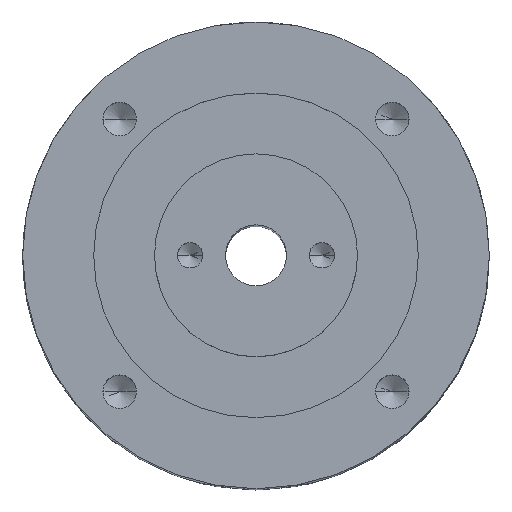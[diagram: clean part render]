
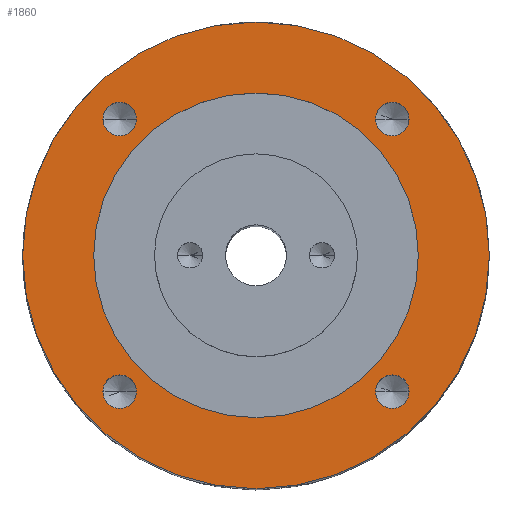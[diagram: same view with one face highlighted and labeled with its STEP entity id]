
A CAD part, top view. The second image highlights one B-rep face of the part: STEP entity #1860.
In plain terms, the highlighted planar face has unit normal (0, 0, 1).
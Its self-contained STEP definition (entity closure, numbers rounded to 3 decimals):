
#60 = DIRECTION ( 'NONE',  ( 0., 0., 1. ) ) ;
#64 = ORIENTED_EDGE ( 'NONE', *, *, #2142, .F. ) ;
#112 = DIRECTION ( 'NONE',  ( 0., 0., 1. ) ) ;
#133 = DIRECTION ( 'NONE',  ( 0., 0., 1. ) ) ;
#157 = CARTESIAN_POINT ( 'NONE',  ( 16., 0., 87. ) ) ;
#193 = CIRCLE ( 'NONE', #3396, 1.65 ) ;
#202 = CIRCLE ( 'NONE', #514, 23. ) ;
#214 = ORIENTED_EDGE ( 'NONE', *, *, #4064, .F. ) ;
#222 = ORIENTED_EDGE ( 'NONE', *, *, #2883, .F. ) ;
#242 = DIRECTION ( 'NONE',  ( 0., 0., 1. ) ) ;
#300 = DIRECTION ( 'NONE',  ( 1., 0., 0. ) ) ;
#318 = FACE_BOUND ( 'NONE', #3210, .T. ) ;
#350 = ORIENTED_EDGE ( 'NONE', *, *, #3144, .T. ) ;
#360 = VERTEX_POINT ( 'NONE', #3751 ) ;
#485 = AXIS2_PLACEMENT_3D ( 'NONE', #1524, #4050, #1904 ) ;
#511 = CIRCLE ( 'NONE', #2786, 16. ) ;
#514 = AXIS2_PLACEMENT_3D ( 'NONE', #2854, #648, #3183 ) ;
#648 = DIRECTION ( 'NONE',  ( 0., 0., 1. ) ) ;
#745 = CIRCLE ( 'NONE', #485, 1.65 ) ;
#874 = ORIENTED_EDGE ( 'NONE', *, *, #1485, .F. ) ;
#878 = DIRECTION ( 'NONE',  ( 1., 0., 0. ) ) ;
#924 = EDGE_CURVE ( 'NONE', #1135, #2961, #4078, .T. ) ;
#930 = CARTESIAN_POINT ( 'NONE',  ( -23., 0., 87. ) ) ;
#965 = DIRECTION ( 'NONE',  ( 1., 0., 0. ) ) ;
#1000 = ORIENTED_EDGE ( 'NONE', *, *, #1350, .T. ) ;
#1038 = CARTESIAN_POINT ( 'NONE',  ( 13.435, 13.435, 87. ) ) ;
#1056 = AXIS2_PLACEMENT_3D ( 'NONE', #1449, #3975, #1819 ) ;
#1079 = ORIENTED_EDGE ( 'NONE', *, *, #4672, .F. ) ;
#1135 = VERTEX_POINT ( 'NONE', #3919 ) ;
#1140 = CIRCLE ( 'NONE', #4504, 1.65 ) ;
#1181 = AXIS2_PLACEMENT_3D ( 'NONE', #3264, #2375, #878 ) ;
#1209 = DIRECTION ( 'NONE',  ( 0., 0., 1. ) ) ;
#1225 = VERTEX_POINT ( 'NONE', #4527 ) ;
#1243 = AXIS2_PLACEMENT_3D ( 'NONE', #4243, #1209, #300 ) ;
#1253 = ORIENTED_EDGE ( 'NONE', *, *, #4547, .F. ) ;
#1267 = CARTESIAN_POINT ( 'NONE',  ( -13.435, -13.435, 87. ) ) ;
#1307 = VERTEX_POINT ( 'NONE', #3415 ) ;
#1350 = EDGE_CURVE ( 'NONE', #2109, #3563, #2413, .T. ) ;
#1391 = DIRECTION ( 'NONE',  ( 1., 0., 0. ) ) ;
#1398 = FACE_BOUND ( 'NONE', #1726, .T. ) ;
#1449 = CARTESIAN_POINT ( 'NONE',  ( -13.435, 13.435, 87. ) ) ;
#1485 = EDGE_CURVE ( 'NONE', #1493, #1996, #3388, .T. ) ;
#1493 = VERTEX_POINT ( 'NONE', #2090 ) ;
#1513 = CIRCLE ( 'NONE', #2192, 1.65 ) ;
#1524 = CARTESIAN_POINT ( 'NONE',  ( 13.435, 13.435, 87. ) ) ;
#1543 = AXIS2_PLACEMENT_3D ( 'NONE', #2595, #242, #3204 ) ;
#1554 = EDGE_LOOP ( 'NONE', ( #1253, #874 ) ) ;
#1607 = VERTEX_POINT ( 'NONE', #2255 ) ;
#1642 = FACE_BOUND ( 'NONE', #1554, .T. ) ;
#1655 = CARTESIAN_POINT ( 'NONE',  ( -13.435, 13.435, 87. ) ) ;
#1669 = DIRECTION ( 'NONE',  ( 0., 0., 1. ) ) ;
#1719 = CIRCLE ( 'NONE', #1056, 1.65 ) ;
#1726 = EDGE_LOOP ( 'NONE', ( #2055, #1969 ) ) ;
#1819 = DIRECTION ( 'NONE',  ( 1., 0., 0. ) ) ;
#1860 = ADVANCED_FACE ( 'NONE', ( #1642, #1398, #318, #4057, #3103, #2153 ), #3067, .T. ) ;
#1904 = DIRECTION ( 'NONE',  ( 1., 0., 0. ) ) ;
#1920 = DIRECTION ( 'NONE',  ( 1., 0., 0. ) ) ;
#1947 = DIRECTION ( 'NONE',  ( 0., 0., 1. ) ) ;
#1969 = ORIENTED_EDGE ( 'NONE', *, *, #4160, .F. ) ;
#1996 = VERTEX_POINT ( 'NONE', #2201 ) ;
#2055 = ORIENTED_EDGE ( 'NONE', *, *, #2395, .F. ) ;
#2090 = CARTESIAN_POINT ( 'NONE',  ( -15.085, 13.435, 87. ) ) ;
#2095 = CIRCLE ( 'NONE', #3366, 1.65 ) ;
#2109 = VERTEX_POINT ( 'NONE', #930 ) ;
#2142 = EDGE_CURVE ( 'NONE', #4150, #360, #1513, .T. ) ;
#2153 = FACE_OUTER_BOUND ( 'NONE', #2822, .T. ) ;
#2192 = AXIS2_PLACEMENT_3D ( 'NONE', #4058, #3420, #965 ) ;
#2201 = CARTESIAN_POINT ( 'NONE',  ( -11.785, 13.435, 87. ) ) ;
#2245 = CARTESIAN_POINT ( 'NONE',  ( 0., 0., 87. ) ) ;
#2255 = CARTESIAN_POINT ( 'NONE',  ( -15.085, -13.435, 87. ) ) ;
#2298 = CARTESIAN_POINT ( 'NONE',  ( -13.435, -13.435, 87. ) ) ;
#2325 = CARTESIAN_POINT ( 'NONE',  ( 23., 0., 87. ) ) ;
#2366 = ORIENTED_EDGE ( 'NONE', *, *, #924, .F. ) ;
#2375 = DIRECTION ( 'NONE',  ( 0., 0., 1. ) ) ;
#2395 = EDGE_CURVE ( 'NONE', #1225, #1607, #1140, .T. ) ;
#2413 = CIRCLE ( 'NONE', #1243, 23. ) ;
#2595 = CARTESIAN_POINT ( 'NONE',  ( 0., 0., 87. ) ) ;
#2625 = DIRECTION ( 'NONE',  ( 1., 0., 0. ) ) ;
#2681 = DIRECTION ( 'NONE',  ( 1., 0., 0. ) ) ;
#2786 = AXIS2_PLACEMENT_3D ( 'NONE', #2245, #60, #2625 ) ;
#2822 = EDGE_LOOP ( 'NONE', ( #1000, #350 ) ) ;
#2854 = CARTESIAN_POINT ( 'NONE',  ( 0., 0., 87. ) ) ;
#2883 = EDGE_CURVE ( 'NONE', #360, #4150, #2095, .T. ) ;
#2961 = VERTEX_POINT ( 'NONE', #157 ) ;
#3004 = CARTESIAN_POINT ( 'NONE',  ( 15.085, -13.435, 87. ) ) ;
#3067 = PLANE ( 'NONE',  #1543 ) ;
#3103 = FACE_BOUND ( 'NONE', #4311, .T. ) ;
#3144 = EDGE_CURVE ( 'NONE', #3563, #2109, #202, .T. ) ;
#3183 = DIRECTION ( 'NONE',  ( 1., 0., 0. ) ) ;
#3204 = DIRECTION ( 'NONE',  ( 1., 0., 0. ) ) ;
#3210 = EDGE_LOOP ( 'NONE', ( #64, #222 ) ) ;
#3264 = CARTESIAN_POINT ( 'NONE',  ( 0., 0., 87. ) ) ;
#3293 = EDGE_LOOP ( 'NONE', ( #3861, #214 ) ) ;
#3307 = AXIS2_PLACEMENT_3D ( 'NONE', #1038, #3536, #1391 ) ;
#3366 = AXIS2_PLACEMENT_3D ( 'NONE', #4086, #1947, #4438 ) ;
#3388 = CIRCLE ( 'NONE', #4134, 1.65 ) ;
#3396 = AXIS2_PLACEMENT_3D ( 'NONE', #2298, #112, #2681 ) ;
#3415 = CARTESIAN_POINT ( 'NONE',  ( 11.785, 13.435, 87. ) ) ;
#3420 = DIRECTION ( 'NONE',  ( 0., 0., 1. ) ) ;
#3536 = DIRECTION ( 'NONE',  ( 0., 0., 1. ) ) ;
#3563 = VERTEX_POINT ( 'NONE', #2325 ) ;
#3609 = DIRECTION ( 'NONE',  ( 1., 0., 0. ) ) ;
#3751 = CARTESIAN_POINT ( 'NONE',  ( 11.785, -13.435, 87. ) ) ;
#3861 = ORIENTED_EDGE ( 'NONE', *, *, #4441, .F. ) ;
#3919 = CARTESIAN_POINT ( 'NONE',  ( -16., 0., 87. ) ) ;
#3964 = CIRCLE ( 'NONE', #3307, 1.65 ) ;
#3975 = DIRECTION ( 'NONE',  ( 0., 0., 1. ) ) ;
#4050 = DIRECTION ( 'NONE',  ( 0., 0., 1. ) ) ;
#4057 = FACE_BOUND ( 'NONE', #3293, .T. ) ;
#4058 = CARTESIAN_POINT ( 'NONE',  ( 13.435, -13.435, 87. ) ) ;
#4064 = EDGE_CURVE ( 'NONE', #1307, #4238, #745, .T. ) ;
#4078 = CIRCLE ( 'NONE', #1181, 16. ) ;
#4086 = CARTESIAN_POINT ( 'NONE',  ( 13.435, -13.435, 87. ) ) ;
#4087 = CARTESIAN_POINT ( 'NONE',  ( 15.085, 13.435, 87. ) ) ;
#4134 = AXIS2_PLACEMENT_3D ( 'NONE', #1655, #1669, #3609 ) ;
#4150 = VERTEX_POINT ( 'NONE', #3004 ) ;
#4160 = EDGE_CURVE ( 'NONE', #1607, #1225, #193, .T. ) ;
#4238 = VERTEX_POINT ( 'NONE', #4087 ) ;
#4243 = CARTESIAN_POINT ( 'NONE',  ( 0., 0., 87. ) ) ;
#4311 = EDGE_LOOP ( 'NONE', ( #1079, #2366 ) ) ;
#4438 = DIRECTION ( 'NONE',  ( 1., 0., 0. ) ) ;
#4441 = EDGE_CURVE ( 'NONE', #4238, #1307, #3964, .T. ) ;
#4504 = AXIS2_PLACEMENT_3D ( 'NONE', #1267, #133, #1920 ) ;
#4527 = CARTESIAN_POINT ( 'NONE',  ( -11.785, -13.435, 87. ) ) ;
#4547 = EDGE_CURVE ( 'NONE', #1996, #1493, #1719, .T. ) ;
#4672 = EDGE_CURVE ( 'NONE', #2961, #1135, #511, .T. ) ;
